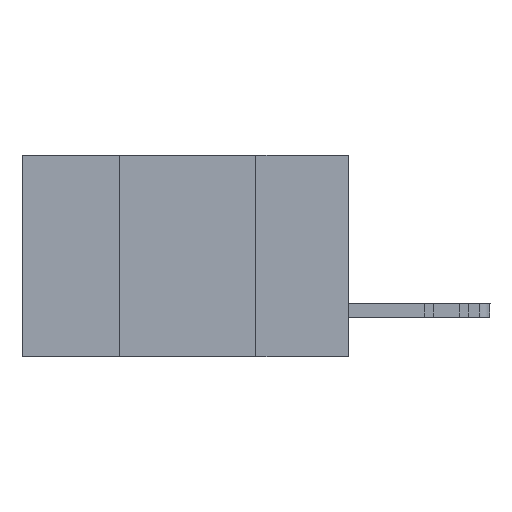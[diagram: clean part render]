
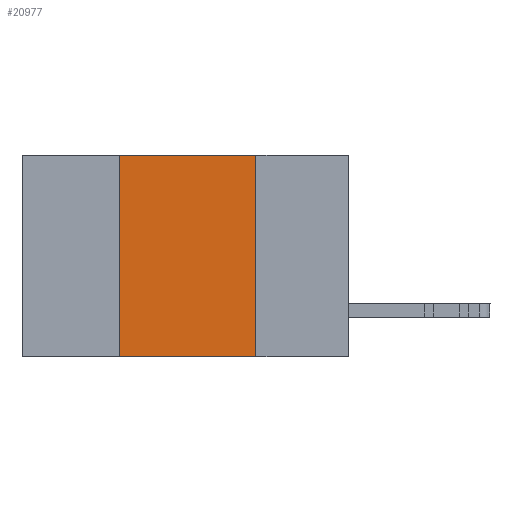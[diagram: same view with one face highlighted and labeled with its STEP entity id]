
A CAD part, left-side view. The second image highlights one B-rep face of the part: STEP entity #20977.
In plain terms, the highlighted planar face has unit normal (-1, 0, 0).
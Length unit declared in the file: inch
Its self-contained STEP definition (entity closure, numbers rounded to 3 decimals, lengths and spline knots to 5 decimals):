
#911 = CARTESIAN_POINT ( 'NONE',  ( 0., 0.6, -0.37 ) ) ;
#1639 = DIRECTION ( 'NONE',  ( 1., 0., 0. ) ) ;
#2179 = LINE ( 'NONE', #14865, #11008 ) ;
#2708 = VECTOR ( 'NONE', #14095, 39.37008 ) ;
#2818 = CARTESIAN_POINT ( 'NONE',  ( 0., 0.17, -0.37 ) ) ;
#3145 = LINE ( 'NONE', #911, #2708 ) ;
#3856 = VECTOR ( 'NONE', #12163, 39.37008 ) ;
#5854 = AXIS2_PLACEMENT_3D ( 'NONE', #15173, #1639, #20587 ) ;
#6625 = DIRECTION ( 'NONE',  ( 0., 0., -1. ) ) ;
#8234 = CARTESIAN_POINT ( 'NONE',  ( 0., 0.42, -0.37 ) ) ;
#8259 = VERTEX_POINT ( 'NONE', #8652 ) ;
#8320 = CARTESIAN_POINT ( 'NONE',  ( 0., 0.17, -0.37 ) ) ;
#8652 = CARTESIAN_POINT ( 'NONE',  ( 0., 0.42, -0.37 ) ) ;
#9237 = VERTEX_POINT ( 'NONE', #8320 ) ;
#10786 = EDGE_CURVE ( 'NONE', #13269, #9237, #13887, .T. ) ;
#11008 = VECTOR ( 'NONE', #24190, 39.37008 ) ;
#11214 = VECTOR ( 'NONE', #6625, 39.37008 ) ;
#12163 = DIRECTION ( 'NONE',  ( 0., 0., 1. ) ) ;
#12381 = VERTEX_POINT ( 'NONE', #17556 ) ;
#13269 = VERTEX_POINT ( 'NONE', #21416 ) ;
#13887 = LINE ( 'NONE', #2818, #11214 ) ;
#14095 = DIRECTION ( 'NONE',  ( 0., -1., 0. ) ) ;
#14128 = LINE ( 'NONE', #8234, #3856 ) ;
#14865 = CARTESIAN_POINT ( 'NONE',  ( 0., 0.6, 0. ) ) ;
#15173 = CARTESIAN_POINT ( 'NONE',  ( 0., 0.6, 0. ) ) ;
#15651 = ORIENTED_EDGE ( 'NONE', *, *, #17434, .F. ) ;
#16036 = EDGE_CURVE ( 'NONE', #8259, #9237, #3145, .T. ) ;
#16975 = ORIENTED_EDGE ( 'NONE', *, *, #16036, .T. ) ;
#17143 = FACE_OUTER_BOUND ( 'NONE', #21821, .T. ) ;
#17434 = EDGE_CURVE ( 'NONE', #12381, #13269, #2179, .T. ) ;
#17556 = CARTESIAN_POINT ( 'NONE',  ( 0., 0.42, 0. ) ) ;
#18507 = PLANE ( 'NONE',  #5854 ) ;
#20201 = EDGE_CURVE ( 'NONE', #8259, #12381, #14128, .T. ) ;
#20587 = DIRECTION ( 'NONE',  ( 0., 0., -1. ) ) ;
#20826 = ORIENTED_EDGE ( 'NONE', *, *, #10786, .F. ) ;
#20977 = ADVANCED_FACE ( 'NONE', ( #17143 ), #18507, .F. ) ;
#21416 = CARTESIAN_POINT ( 'NONE',  ( 0., 0.17, 0. ) ) ;
#21821 = EDGE_LOOP ( 'NONE', ( #20826, #15651, #23065, #16975 ) ) ;
#23065 = ORIENTED_EDGE ( 'NONE', *, *, #20201, .F. ) ;
#24190 = DIRECTION ( 'NONE',  ( 0., -1., 0. ) ) ;
